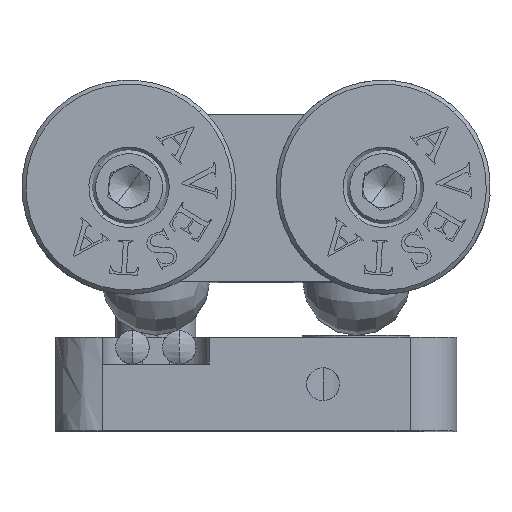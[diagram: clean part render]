
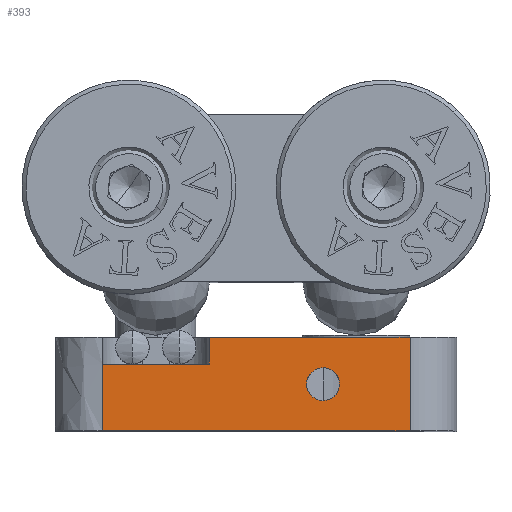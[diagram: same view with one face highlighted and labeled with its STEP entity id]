
A CAD part, top view. The second image highlights one B-rep face of the part: STEP entity #393.
In plain terms, the highlighted planar face has unit normal (0, 0, 1).
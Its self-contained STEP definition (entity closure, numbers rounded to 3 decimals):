
#206=FACE_BOUND('',#1639,.T.);
#393=ADVANCED_FACE('',(#1005,#206),#10017,.T.);
#1005=FACE_OUTER_BOUND('',#1638,.T.);
#1638=EDGE_LOOP('',(#2921,#2922,#2923,#2924,#2925,#2926));
#1639=EDGE_LOOP('',(#2927,#2928,#2929));
#2921=ORIENTED_EDGE('',*,*,#5874,.F.);
#2922=ORIENTED_EDGE('',*,*,#5877,.F.);
#2923=ORIENTED_EDGE('',*,*,#5880,.T.);
#2924=ORIENTED_EDGE('',*,*,#5881,.T.);
#2925=ORIENTED_EDGE('',*,*,#5882,.T.);
#2926=ORIENTED_EDGE('',*,*,#5883,.T.);
#2927=ORIENTED_EDGE('',*,*,#5897,.T.);
#2928=ORIENTED_EDGE('',*,*,#5890,.T.);
#2929=ORIENTED_EDGE('',*,*,#5894,.T.);
#5874=EDGE_CURVE('',#9089,#9090,#7317,.T.);
#5877=EDGE_CURVE('',#9088,#9089,#7319,.T.);
#5880=EDGE_CURVE('',#9088,#9093,#7320,.T.);
#5881=EDGE_CURVE('',#9093,#9094,#7321,.T.);
#5882=EDGE_CURVE('',#9094,#9095,#7322,.T.);
#5883=EDGE_CURVE('',#9095,#9090,#7323,.T.);
#5890=EDGE_CURVE('',#9096,#9097,#8480,.T.);
#5894=EDGE_CURVE('',#9097,#9098,#8483,.T.);
#5897=EDGE_CURVE('',#9098,#9096,#8484,.T.);
#7317=B_SPLINE_CURVE_WITH_KNOTS('',1,(#14100,#14101),.UNSPECIFIED.,.F.,
 .F.,(2,2),(-2.,0.),.UNSPECIFIED.);
#7319=B_SPLINE_CURVE_WITH_KNOTS('',1,(#14107,#14108),.UNSPECIFIED.,.F.,
 .F.,(2,2),(-8.,0.),.UNSPECIFIED.);
#7320=B_SPLINE_CURVE_WITH_KNOTS('',1,(#14119,#14120),.UNSPECIFIED.,.F.,
 .F.,(2,2),(-5.,0.),.UNSPECIFIED.);
#7321=B_SPLINE_CURVE_WITH_KNOTS('',1,(#14121,#14122),.UNSPECIFIED.,.F.,
 .F.,(2,2),(0.,23.),.UNSPECIFIED.);
#7322=B_SPLINE_CURVE_WITH_KNOTS('',1,(#14123,#14124),.UNSPECIFIED.,.F.,
 .F.,(2,2),(0.,7.),.UNSPECIFIED.);
#7323=B_SPLINE_CURVE_WITH_KNOTS('',1,(#14125,#14126),.UNSPECIFIED.,.F.,
 .F.,(2,2),(-15.,0.),.UNSPECIFIED.);
#8480=(
BOUNDED_CURVE()
B_SPLINE_CURVE(2,(#14153,#14154,#14155),.UNSPECIFIED.,.F.,.F.)
B_SPLINE_CURVE_WITH_KNOTS((3,3),(0.,1.931),.UNSPECIFIED.)
CURVE()
GEOMETRIC_REPRESENTATION_ITEM()
RATIONAL_B_SPLINE_CURVE((1.,0.707,1.))
REPRESENTATION_ITEM('')
);
#8483=(
BOUNDED_CURVE()
B_SPLINE_CURVE(2,(#14164,#14165,#14166),.UNSPECIFIED.,.F.,.F.)
B_SPLINE_CURVE_WITH_KNOTS((3,3),(1.931,3.862),
 .UNSPECIFIED.)
CURVE()
GEOMETRIC_REPRESENTATION_ITEM()
RATIONAL_B_SPLINE_CURVE((1.,0.707,1.))
REPRESENTATION_ITEM('')
);
#8484=(
BOUNDED_CURVE()
B_SPLINE_CURVE(2,(#14177,#14178,#14179,#14180,#14181),.UNSPECIFIED.,.F.,
 .F.)
B_SPLINE_CURVE_WITH_KNOTS((3,2,3),(0.,1.931,3.862),
 .UNSPECIFIED.)
CURVE()
GEOMETRIC_REPRESENTATION_ITEM()
RATIONAL_B_SPLINE_CURVE((1.,0.707,1.,0.707,1.))
REPRESENTATION_ITEM('')
);
#9088=VERTEX_POINT('',#13962);
#9089=VERTEX_POINT('',#13963);
#9090=VERTEX_POINT('',#13964);
#9093=VERTEX_POINT('',#13967);
#9094=VERTEX_POINT('',#13968);
#9095=VERTEX_POINT('',#13969);
#9096=VERTEX_POINT('',#13970);
#9097=VERTEX_POINT('',#13971);
#9098=VERTEX_POINT('',#13972);
#10017=PLANE('',#10527);
#10527=AXIS2_PLACEMENT_3D('',#13663,#10822,$);
#10822=DIRECTION('',(0.,0.,1.));
#13663=CARTESIAN_POINT('',(-13.158,-17.839,39.86));
#13962=CARTESIAN_POINT('',(-10.738,-12.019,39.86));
#13963=CARTESIAN_POINT('',(-2.738,-12.019,39.86));
#13964=CARTESIAN_POINT('',(-2.738,-10.019,39.86));
#13967=CARTESIAN_POINT('',(-10.738,-17.019,39.86));
#13968=CARTESIAN_POINT('',(12.262,-17.019,39.86));
#13969=CARTESIAN_POINT('',(12.262,-10.019,39.86));
#13970=CARTESIAN_POINT('',(5.762,-12.29,39.86));
#13971=CARTESIAN_POINT('',(6.992,-13.519,39.86));
#13972=CARTESIAN_POINT('',(5.762,-14.748,39.86));
#14100=CARTESIAN_POINT('',(-2.738,-12.019,39.86));
#14101=CARTESIAN_POINT('',(-2.738,-10.019,39.86));
#14107=CARTESIAN_POINT('',(-10.738,-12.019,39.86));
#14108=CARTESIAN_POINT('',(-2.738,-12.019,39.86));
#14119=CARTESIAN_POINT('',(-10.738,-12.019,39.86));
#14120=CARTESIAN_POINT('',(-10.738,-17.019,39.86));
#14121=CARTESIAN_POINT('',(-10.738,-17.019,39.86));
#14122=CARTESIAN_POINT('',(12.262,-17.019,39.86));
#14123=CARTESIAN_POINT('',(12.262,-17.019,39.86));
#14124=CARTESIAN_POINT('',(12.262,-10.019,39.86));
#14125=CARTESIAN_POINT('',(12.262,-10.019,39.86));
#14126=CARTESIAN_POINT('',(-2.738,-10.019,39.86));
#14153=CARTESIAN_POINT('',(5.762,-12.29,39.86));
#14154=CARTESIAN_POINT('',(6.992,-12.29,39.86));
#14155=CARTESIAN_POINT('',(6.992,-13.519,39.86));
#14164=CARTESIAN_POINT('',(6.992,-13.519,39.86));
#14165=CARTESIAN_POINT('',(6.992,-14.748,39.86));
#14166=CARTESIAN_POINT('',(5.762,-14.748,39.86));
#14177=CARTESIAN_POINT('',(5.762,-14.748,39.86));
#14178=CARTESIAN_POINT('',(4.533,-14.748,39.86));
#14179=CARTESIAN_POINT('',(4.533,-13.519,39.86));
#14180=CARTESIAN_POINT('',(4.533,-12.29,39.86));
#14181=CARTESIAN_POINT('',(5.762,-12.29,39.86));
